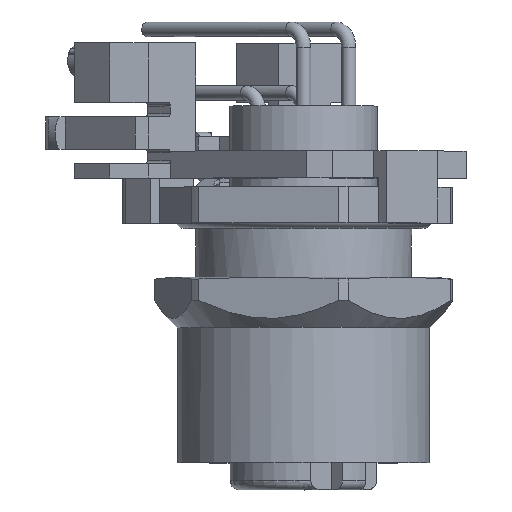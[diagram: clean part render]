
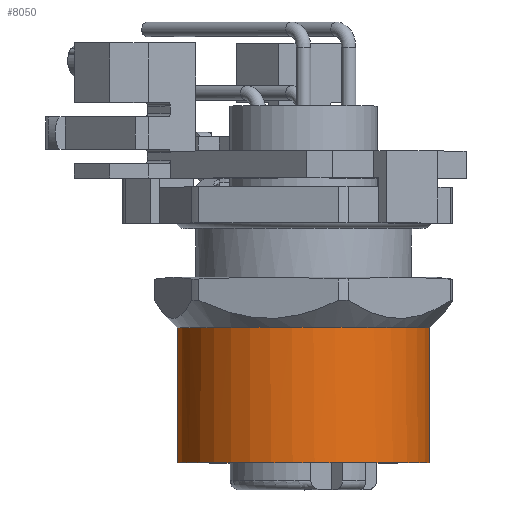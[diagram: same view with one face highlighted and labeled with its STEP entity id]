
A CAD part, top view. The second image highlights one B-rep face of the part: STEP entity #8050.
In plain terms, the highlighted cylindrical face has radius 7 mm (diameter 14 mm), a full revolution.
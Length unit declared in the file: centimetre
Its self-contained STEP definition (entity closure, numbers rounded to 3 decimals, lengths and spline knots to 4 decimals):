
#1849=CYLINDRICAL_SURFACE('',#8709,0.7);
#1963=FACE_BOUND('',#2925,.T.);
#2378=FACE_OUTER_BOUND('',#2924,.T.);
#2924=EDGE_LOOP('',(#6998));
#2925=EDGE_LOOP('',(#6999));
#3237=CIRCLE('',#8682,0.7);
#3245=CIRCLE('',#8692,0.7);
#3934=VERTEX_POINT('',#13683);
#3948=VERTEX_POINT('',#13725);
#4949=EDGE_CURVE('',#3934,#3934,#3237,.T.);
#4963=EDGE_CURVE('',#3948,#3948,#3245,.T.);
#6998=ORIENTED_EDGE('',*,*,#4949,.F.);
#6999=ORIENTED_EDGE('',*,*,#4963,.T.);
#8050=ADVANCED_FACE('',(#2378,#1963),#1849,.T.);
#8682=AXIS2_PLACEMENT_3D('',#13684,#10547,#10548);
#8692=AXIS2_PLACEMENT_3D('',#13726,#10567,#10568);
#8709=AXIS2_PLACEMENT_3D('',#13785,#10613,#10614);
#10547=DIRECTION('center_axis',(0.,-1.,0.));
#10548=DIRECTION('ref_axis',(-0.707,0.,0.707));
#10567=DIRECTION('center_axis',(0.,-1.,0.));
#10568=DIRECTION('ref_axis',(-0.707,0.,0.707));
#10613=DIRECTION('center_axis',(0.,-1.,0.));
#10614=DIRECTION('ref_axis',(-0.707,0.,0.707));
#13683=CARTESIAN_POINT('',(-0.495,0.62,0.495));
#13684=CARTESIAN_POINT('Origin',(0.,0.62,
0.));
#13725=CARTESIAN_POINT('',(-0.495,1.37,0.495));
#13726=CARTESIAN_POINT('Origin',(0.,1.37,0.));
#13785=CARTESIAN_POINT('Origin',(0.,0.995,
0.));
